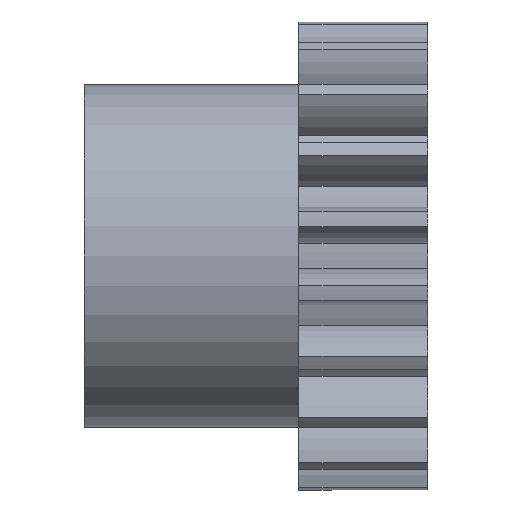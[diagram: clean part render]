
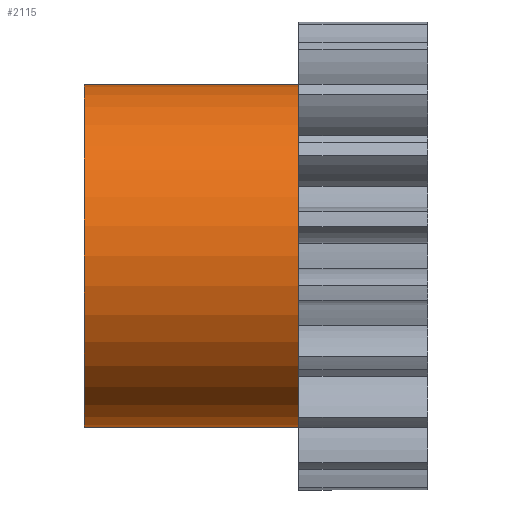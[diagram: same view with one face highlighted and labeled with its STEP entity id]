
A CAD part, front view. The second image highlights one B-rep face of the part: STEP entity #2115.
In plain terms, the highlighted cylindrical face has radius 4 mm (diameter 8 mm), a partial arc.
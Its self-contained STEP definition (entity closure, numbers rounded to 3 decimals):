
#60 = EDGE_CURVE ( 'NONE', #355, #3183, #2359, .T. ) ;
#77 = DIRECTION ( 'NONE',  ( 1., 0., 0. ) ) ;
#183 = DIRECTION ( 'NONE',  ( 0., 0., -1. ) ) ;
#355 = VERTEX_POINT ( 'NONE', #1515 ) ;
#549 = CARTESIAN_POINT ( 'NONE',  ( -5., 0., 0. ) ) ;
#570 = DIRECTION ( 'NONE',  ( 0., 0., -1. ) ) ;
#670 = DIRECTION ( 'NONE',  ( -1., 0., 0. ) ) ;
#764 = FACE_OUTER_BOUND ( 'NONE', #3064, .T. ) ;
#816 = EDGE_CURVE ( 'NONE', #355, #2059, #2098, .T. ) ;
#1045 = CARTESIAN_POINT ( 'NONE',  ( 0., 0., 4. ) ) ;
#1126 = ORIENTED_EDGE ( 'NONE', *, *, #1937, .T. ) ;
#1147 = AXIS2_PLACEMENT_3D ( 'NONE', #1649, #670, #1630 ) ;
#1405 = VERTEX_POINT ( 'NONE', #1045 ) ;
#1492 = LINE ( 'NONE', #1766, #2250 ) ;
#1511 = CARTESIAN_POINT ( 'NONE',  ( -5., 0., -4. ) ) ;
#1515 = CARTESIAN_POINT ( 'NONE',  ( -5., 0., -4. ) ) ;
#1583 = ORIENTED_EDGE ( 'NONE', *, *, #816, .T. ) ;
#1630 = DIRECTION ( 'NONE',  ( 0., 0., 1. ) ) ;
#1649 = CARTESIAN_POINT ( 'NONE',  ( -5., 0., 0. ) ) ;
#1657 = DIRECTION ( 'NONE',  ( -1., 0., 0. ) ) ;
#1668 = CARTESIAN_POINT ( 'NONE',  ( 0., 0., 0. ) ) ;
#1684 = CYLINDRICAL_SURFACE ( 'NONE', #2645, 4. ) ;
#1693 = VECTOR ( 'NONE', #2461, 1000. ) ;
#1706 = ORIENTED_EDGE ( 'NONE', *, *, #60, .F. ) ;
#1766 = CARTESIAN_POINT ( 'NONE',  ( -5., 0., 4. ) ) ;
#1937 = EDGE_CURVE ( 'NONE', #2059, #1405, #3100, .T. ) ;
#1978 = CARTESIAN_POINT ( 'NONE',  ( -5., 0., 4. ) ) ;
#2059 = VERTEX_POINT ( 'NONE', #2481 ) ;
#2098 = LINE ( 'NONE', #1511, #1693 ) ;
#2115 = ADVANCED_FACE ( 'NONE', ( #764 ), #1684, .T. ) ;
#2250 = VECTOR ( 'NONE', #2705, 1000. ) ;
#2348 = AXIS2_PLACEMENT_3D ( 'NONE', #1668, #1657, #183 ) ;
#2359 = CIRCLE ( 'NONE', #1147, 4. ) ;
#2461 = DIRECTION ( 'NONE',  ( 1., 0., 0. ) ) ;
#2481 = CARTESIAN_POINT ( 'NONE',  ( 0., 0., -4. ) ) ;
#2645 = AXIS2_PLACEMENT_3D ( 'NONE', #549, #77, #570 ) ;
#2662 = EDGE_CURVE ( 'NONE', #3183, #1405, #1492, .T. ) ;
#2705 = DIRECTION ( 'NONE',  ( 1., 0., 0. ) ) ;
#3064 = EDGE_LOOP ( 'NONE', ( #3102, #1706, #1583, #1126 ) ) ;
#3100 = CIRCLE ( 'NONE', #2348, 4. ) ;
#3102 = ORIENTED_EDGE ( 'NONE', *, *, #2662, .F. ) ;
#3183 = VERTEX_POINT ( 'NONE', #1978 ) ;
